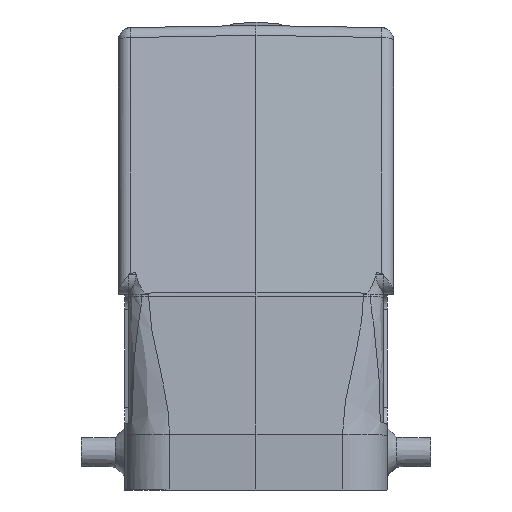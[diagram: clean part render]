
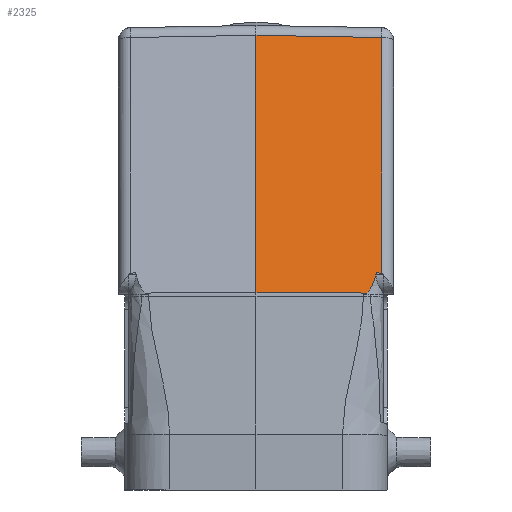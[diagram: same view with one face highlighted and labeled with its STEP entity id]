
A CAD part, left-side view. The second image highlights one B-rep face of the part: STEP entity #2325.
In plain terms, the highlighted planar face has unit normal (-0.982, -0.018, 0.191).
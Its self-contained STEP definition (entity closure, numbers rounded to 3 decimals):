
#2227=CARTESIAN_POINT('',(-57.884,-18.123,23.074));
#2228=VERTEX_POINT('',#2227);
#2238=CARTESIAN_POINT('',(-58.195,0.,23.134));
#2239=VERTEX_POINT('',#2238);
#2240=CARTESIAN_POINT('',(-58.195,0.,23.134));
#2241=DIRECTION('',(0.017,-1.,-0.003));
#2242=VECTOR('',#2241,18.125);
#2243=LINE('',#2240,#2242);
#2244=EDGE_CURVE('',#2239,#2228,#2243,.T.);
#2274=CARTESIAN_POINT('',(-58.195,0.0,23.134));
#2275=DIRECTION('',(-0.981,-0.017,0.191));
#2276=DIRECTION('',(0.191,0.,0.982));
#2277=AXIS2_PLACEMENT_3D('',#2274,#2275,#2276);
#2278=PLANE('',#2277);
#2279=CARTESIAN_POINT('',(-57.208,-19.687,26.408));
#2280=VERTEX_POINT('',#2279);
#2281=CARTESIAN_POINT('',(-57.884,-18.123,23.074));
#2282=CARTESIAN_POINT('',(-57.854,-18.315,23.21));
#2283=CARTESIAN_POINT('',(-57.815,-18.477,23.4));
#2284=CARTESIAN_POINT('',(-57.717,-18.802,23.871));
#2285=CARTESIAN_POINT('',(-57.647,-18.975,24.217));
#2286=CARTESIAN_POINT('',(-57.452,-19.36,25.186));
#2287=CARTESIAN_POINT('',(-57.325,-19.543,25.819));
#2288=CARTESIAN_POINT('',(-57.208,-19.687,26.408));
#2289=B_SPLINE_CURVE_WITH_KNOTS('',3,(#2281,#2282,#2283,#2284,#2285,#2286,#2287,#2288),.UNSPECIFIED.,.F.,.U.,(4,2,2,4),(0.,0.071,0.174,0.318),.UNSPECIFIED.);
#2290=EDGE_CURVE('',#2228,#2280,#2289,.T.);
#2291=ORIENTED_EDGE('',*,*,#2290,.T.);
#2292=CARTESIAN_POINT('',(-57.217,-20.535,26.286));
#2293=VERTEX_POINT('',#2292);
#2294=CARTESIAN_POINT('',(-57.217,-20.535,26.286));
#2295=DIRECTION('',(0.01,0.99,0.141));
#2296=VECTOR('',#2295,0.857);
#2297=LINE('',#2294,#2296);
#2298=EDGE_CURVE('',#2293,#2280,#2297,.T.);
#2299=ORIENTED_EDGE('',*,*,#2298,.F.);
#2300=CARTESIAN_POINT('',(-49.716,-20.535,64.873));
#2301=VERTEX_POINT('',#2300);
#2302=CARTESIAN_POINT('',(-57.217,-20.535,26.286));
#2303=DIRECTION('',(0.191,0.0,0.982));
#2304=VECTOR('',#2303,39.309);
#2305=LINE('',#2302,#2304);
#2306=EDGE_CURVE('',#2293,#2301,#2305,.T.);
#2307=ORIENTED_EDGE('',*,*,#2306,.T.);
#2308=CARTESIAN_POINT('',(-50.012,0.0,65.232));
#2309=VERTEX_POINT('',#2308);
#2310=CARTESIAN_POINT('',(-49.716,-20.535,64.873));
#2311=DIRECTION('',(-0.014,1.,0.017));
#2312=VECTOR('',#2311,20.54);
#2313=LINE('',#2310,#2312);
#2314=EDGE_CURVE('',#2301,#2309,#2313,.T.);
#2315=ORIENTED_EDGE('',*,*,#2314,.T.);
#2316=CARTESIAN_POINT('',(-50.012,0.0,65.232));
#2317=DIRECTION('',(-0.191,0.0,-0.982));
#2318=VECTOR('',#2317,42.886);
#2319=LINE('',#2316,#2318);
#2320=EDGE_CURVE('',#2309,#2239,#2319,.T.);
#2321=ORIENTED_EDGE('',*,*,#2320,.T.);
#2322=ORIENTED_EDGE('',*,*,#2244,.T.);
#2323=EDGE_LOOP('',(#2291,#2299,#2307,#2315,#2321,#2322));
#2324=FACE_OUTER_BOUND('',#2323,.T.);
#2325=ADVANCED_FACE('',(#2324),#2278,.T.);
